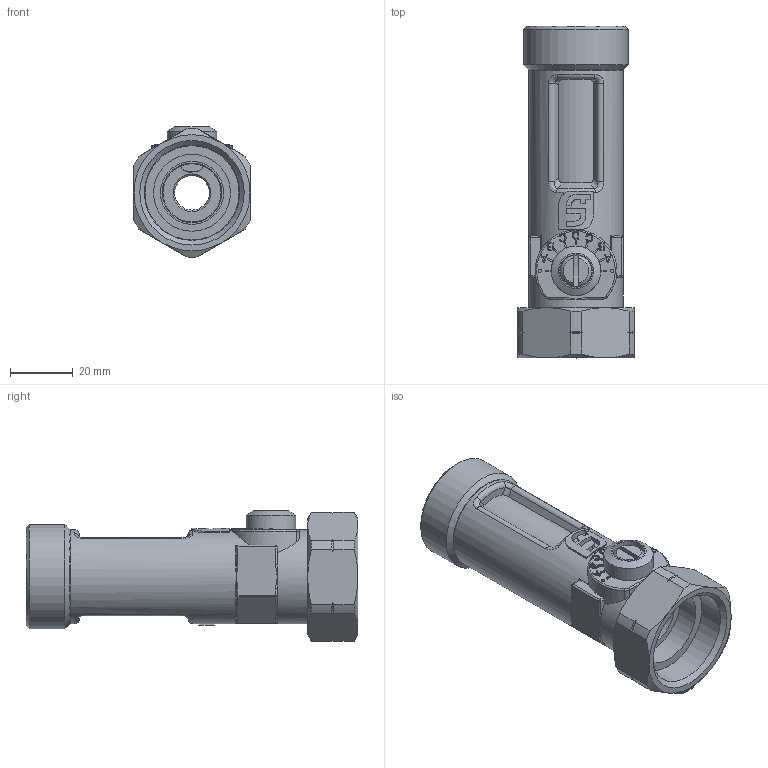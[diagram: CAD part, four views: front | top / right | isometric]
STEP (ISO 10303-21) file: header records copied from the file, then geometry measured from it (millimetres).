
FILE_DESCRIPTION( ( 'Unknown' ), '1' );
FILE_NAME( '223.7566.334.stp', 'Unknown', ( 'Unknown' ), ( 'Unknown' ), 'PSStep 14.0', 'Unknown', ' ' );
FILE_SCHEMA( ( 'AUTOMOTIVE_DESIGN { 1 0 10303 214 1 1 1 1 }' ) );
Length unit declared in the file: millimetre
Products named in the file (5): Assem1; 1-5618d; 4-5399; 3-3188g; 4-5617
Assembly tree (4 placements, depth 2):
  Assem1
    1-5618d
    4-5399
    3-3188g
    4-5617
Bounding box: 37 x 105.7 x 41.49 mm (x, y, z)
Volume: 48194.4 mm3; surface area: 29409 mm2
Topology: 4 solids, 4 shells, 482 faces, 1237 edges, 746 vertices
Faces by surface type: plane 175, cylinder 121, bspline 64, cone 42, extrusion 41, torus 26, sphere 13
Full cylindrical faces by diameter (mm): 1 x2, 4.7 x1, 6.9 x2, 6.95 x1, 10 x1, 10.4 x1, 11 x1, 15.8 x1, 16.3 x1, 18.5 x1, 20.1 x1, 21.85 x1, 22.2 x1, 23.5 x1, 24.5 x1, 25 x1, 28 x1, 30 x3, 30.1 x1, 30.291 x1, 33.24 x1, 34.5 x1
Entity records: 21723 total; most frequent: CARTESIAN_POINT 7328, ORIENTED_EDGE 2254, DIRECTION 2047, EDGE_CURVE 1127, AXIS2_PLACEMENT_3D 770, VERTEX_POINT 730, EDGE_LOOP 571, FACE_OUTER_BOUND 518
